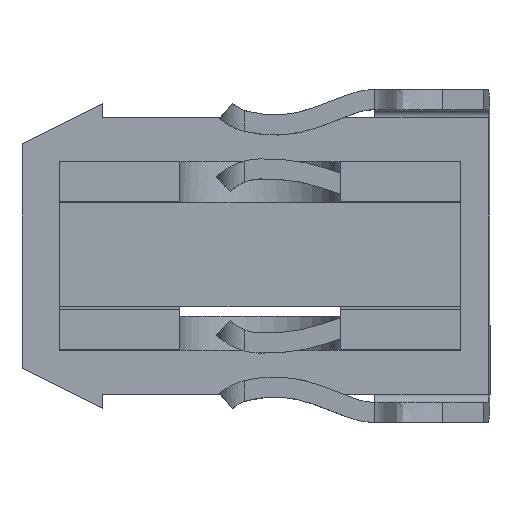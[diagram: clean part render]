
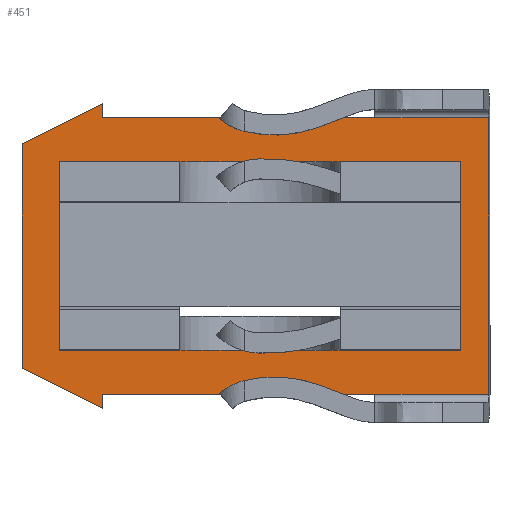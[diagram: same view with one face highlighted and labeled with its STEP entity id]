
A CAD part, top view. The second image highlights one B-rep face of the part: STEP entity #451.
In plain terms, the highlighted planar face has unit normal (0, 0, 1).
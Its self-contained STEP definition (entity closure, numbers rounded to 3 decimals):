
#451 = ADVANCED_FACE( '', ( #963, #964 ), #965, .F. );
#963 = FACE_OUTER_BOUND( '', #1537, .T. );
#964 = FACE_BOUND( '', #1538, .T. );
#965 = PLANE( '', #1539 );
#1537 = EDGE_LOOP( '', ( #2866, #2867, #2868, #2869, #2870, #2871, #2872, #2873, #2874, #2875 ) );
#1538 = EDGE_LOOP( '', ( #2876, #2877, #2878, #2879, #2880, #2881, #2882, #2883 ) );
#1539 = AXIS2_PLACEMENT_3D( '', #2884, #2885, #2886 );
#2866 = ORIENTED_EDGE( '', *, *, #3621, .T. );
#2867 = ORIENTED_EDGE( '', *, *, #3875, .T. );
#2868 = ORIENTED_EDGE( '', *, *, #4083, .T. );
#2869 = ORIENTED_EDGE( '', *, *, #3878, .T. );
#2870 = ORIENTED_EDGE( '', *, *, #3915, .T. );
#2871 = ORIENTED_EDGE( '', *, *, #3708, .T. );
#2872 = ORIENTED_EDGE( '', *, *, #4084, .T. );
#2873 = ORIENTED_EDGE( '', *, *, #3889, .T. );
#2874 = ORIENTED_EDGE( '', *, *, #4085, .F. );
#2875 = ORIENTED_EDGE( '', *, *, #4086, .T. );
#2876 = ORIENTED_EDGE( '', *, *, #3926, .T. );
#2877 = ORIENTED_EDGE( '', *, *, #3975, .T. );
#2878 = ORIENTED_EDGE( '', *, *, #3606, .F. );
#2879 = ORIENTED_EDGE( '', *, *, #3579, .T. );
#2880 = ORIENTED_EDGE( '', *, *, #3892, .T. );
#2881 = ORIENTED_EDGE( '', *, *, #3573, .F. );
#2882 = ORIENTED_EDGE( '', *, *, #4087, .T. );
#2883 = ORIENTED_EDGE( '', *, *, #4088, .T. );
#2884 = CARTESIAN_POINT( '', ( 0., 0., 0.25 ) );
#2885 = DIRECTION( '', ( 0., 0., -1. ) );
#2886 = DIRECTION( '', ( -1., 0., 0. ) );
#3573 = EDGE_CURVE( '', #4309, #4312, #4313, .T. );
#3579 = EDGE_CURVE( '', #4322, #4320, #4323, .T. );
#3606 = EDGE_CURVE( '', #4322, #4368, #4369, .F. );
#3621 = EDGE_CURVE( '', #4394, #4392, #4395, .T. );
#3708 = EDGE_CURVE( '', #4545, #4543, #4546, .T. );
#3875 = EDGE_CURVE( '', #4392, #4805, #4807, .T. );
#3878 = EDGE_CURVE( '', #4811, #4809, #4812, .T. );
#3889 = EDGE_CURVE( '', #4827, #4620, #4828, .T. );
#3892 = EDGE_CURVE( '', #4320, #4312, #4831, .T. );
#3915 = EDGE_CURVE( '', #4809, #4545, #4860, .T. );
#3926 = EDGE_CURVE( '', #4876, #4874, #4877, .T. );
#3975 = EDGE_CURVE( '', #4874, #4368, #4947, .T. );
#4083 = EDGE_CURVE( '', #4805, #4811, #5092, .T. );
#4084 = EDGE_CURVE( '', #4543, #4827, #5093, .T. );
#4085 = EDGE_CURVE( '', #5094, #4620, #5095, .F. );
#4086 = EDGE_CURVE( '', #5094, #4394, #5096, .T. );
#4087 = EDGE_CURVE( '', #4309, #5097, #5098, .T. );
#4088 = EDGE_CURVE( '', #5097, #4876, #5099, .T. );
#4309 = VERTEX_POINT( '', #5378 );
#4312 = VERTEX_POINT( '', #5381 );
#4313 = LINE( '', #5382, #5383 );
#4320 = VERTEX_POINT( '', #5392 );
#4322 = VERTEX_POINT( '', #5394 );
#4323 = LINE( '', #5395, #5396 );
#4368 = VERTEX_POINT( '', #5465 );
#4369 = LINE( '', #5466, #5467 );
#4392 = VERTEX_POINT( '', #5505 );
#4394 = VERTEX_POINT( '', #5507 );
#4395 = LINE( '', #5508, #5509 );
#4543 = VERTEX_POINT( '', #5716 );
#4545 = VERTEX_POINT( '', #5719 );
#4546 = LINE( '', #5720, #5721 );
#4620 = VERTEX_POINT( '', #5834 );
#4805 = VERTEX_POINT( '', #6110 );
#4807 = LINE( '', #6113, #6114 );
#4809 = VERTEX_POINT( '', #6116 );
#4811 = VERTEX_POINT( '', #6119 );
#4812 = LINE( '', #6120, #6121 );
#4827 = VERTEX_POINT( '', #6144 );
#4828 = LINE( '', #6145, #6146 );
#4831 = LINE( '', #6150, #6151 );
#4860 = LINE( '', #6192, #6193 );
#4874 = VERTEX_POINT( '', #6212 );
#4876 = VERTEX_POINT( '', #6215 );
#4877 = LINE( '', #6216, #6217 );
#4947 = LINE( '', #6324, #6325 );
#5092 = LINE( '', #6549, #6550 );
#5093 = LINE( '', #6551, #6552 );
#5094 = VERTEX_POINT( '', #6553 );
#5095 = LINE( '', #6554, #6555 );
#5096 = LINE( '', #6556, #6557 );
#5097 = VERTEX_POINT( '', #6558 );
#5098 = LINE( '', #6559, #6560 );
#5099 = LINE( '', #6561, #6562 );
#5378 = CARTESIAN_POINT( '', ( 2.031, -1., 0.25 ) );
#5381 = CARTESIAN_POINT( '', ( 2.031, -0.665, 0.25 ) );
#5382 = CARTESIAN_POINT( '', ( 2.031, 0., 0.25 ) );
#5383 = VECTOR( '', #6815, 1000. );
#5392 = CARTESIAN_POINT( '', ( 2.031, 0.665, 0.25 ) );
#5394 = CARTESIAN_POINT( '', ( 2.031, 1., 0.25 ) );
#5395 = CARTESIAN_POINT( '', ( 2.031, 1., 0.25 ) );
#5396 = VECTOR( '', #6824, 1000. );
#5465 = CARTESIAN_POINT( '', ( 1.431, 1., 0.25 ) );
#5466 = CARTESIAN_POINT( '', ( -1.969, 1., 0.25 ) );
#5467 = VECTOR( '', #6847, 1000. );
#5505 = CARTESIAN_POINT( '', ( 1.431, 1.725, 0.25 ) );
#5507 = CARTESIAN_POINT( '', ( 2.85, 1.725, 0.25 ) );
#5508 = CARTESIAN_POINT( '', ( -1.969, 1.725, 0.25 ) );
#5509 = VECTOR( '', #6865, 1000. );
#5716 = CARTESIAN_POINT( '', ( -1.969, -1.9, 0.25 ) );
#5719 = CARTESIAN_POINT( '', ( -2.969, -1.4, 0.25 ) );
#5720 = CARTESIAN_POINT( '', ( -2.969, -1.4, 0.25 ) );
#5721 = VECTOR( '', #6962, 1000. );
#5834 = CARTESIAN_POINT( '', ( 1.431, -1.725, 0.25 ) );
#6110 = CARTESIAN_POINT( '', ( -1.969, 1.725, 0.25 ) );
#6113 = CARTESIAN_POINT( '', ( -1.969, 1.725, 0.25 ) );
#6114 = VECTOR( '', #7140, 1000. );
#6116 = CARTESIAN_POINT( '', ( -2.969, 1.4, 0.25 ) );
#6119 = CARTESIAN_POINT( '', ( -1.969, 1.9, 0.25 ) );
#6120 = CARTESIAN_POINT( '', ( -1.969, 1.9, 0.25 ) );
#6121 = VECTOR( '', #7142, 1000. );
#6144 = CARTESIAN_POINT( '', ( -1.969, -1.725, 0.25 ) );
#6145 = CARTESIAN_POINT( '', ( -1.969, -1.725, 0.25 ) );
#6146 = VECTOR( '', #7151, 1000. );
#6150 = CARTESIAN_POINT( '', ( 2.031, 1., 0.25 ) );
#6151 = VECTOR( '', #7153, 1000. );
#6192 = CARTESIAN_POINT( '', ( -2.969, 1.4, 0.25 ) );
#6193 = VECTOR( '', #7175, 1000. );
#6212 = CARTESIAN_POINT( '', ( -1.969, 1., 0.25 ) );
#6215 = CARTESIAN_POINT( '', ( -1.969, -1., 0.25 ) );
#6216 = CARTESIAN_POINT( '', ( -1.969, -1., 0.25 ) );
#6217 = VECTOR( '', #7185, 1000. );
#6324 = CARTESIAN_POINT( '', ( -1.969, 1., 0.25 ) );
#6325 = VECTOR( '', #7226, 1000. );
#6549 = CARTESIAN_POINT( '', ( -1.969, 1.725, 0.25 ) );
#6550 = VECTOR( '', #7328, 1000. );
#6551 = CARTESIAN_POINT( '', ( -1.969, -1.9, 0.25 ) );
#6552 = VECTOR( '', #7329, 1000. );
#6553 = CARTESIAN_POINT( '', ( 2.85, -1.725, 0.25 ) );
#6554 = CARTESIAN_POINT( '', ( -1.969, -1.725, 0.25 ) );
#6555 = VECTOR( '', #7330, 1000. );
#6556 = CARTESIAN_POINT( '', ( 2.85, 0., 0.25 ) );
#6557 = VECTOR( '', #7331, 1000. );
#6558 = CARTESIAN_POINT( '', ( 1.431, -1., 0.25 ) );
#6559 = CARTESIAN_POINT( '', ( 2.031, -1., 0.25 ) );
#6560 = VECTOR( '', #7332, 1000. );
#6561 = CARTESIAN_POINT( '', ( 2.031, -1., 0.25 ) );
#6562 = VECTOR( '', #7333, 1000. );
#6815 = DIRECTION( '', ( 0., 1., 0. ) );
#6824 = DIRECTION( '', ( 0., -1., 0. ) );
#6847 = DIRECTION( '', ( 1., 0., 0. ) );
#6865 = DIRECTION( '', ( -1., 0., 0. ) );
#6962 = DIRECTION( '', ( 0.894, -0.447, 0. ) );
#7140 = DIRECTION( '', ( -1., 0., 0. ) );
#7142 = DIRECTION( '', ( -0.894, -0.447, 0. ) );
#7151 = DIRECTION( '', ( 1., 0., 0. ) );
#7153 = DIRECTION( '', ( 0., -1., 0. ) );
#7175 = DIRECTION( '', ( 0., -1., 0. ) );
#7185 = DIRECTION( '', ( 0., 1., 0. ) );
#7226 = DIRECTION( '', ( 1., 0., 0. ) );
#7328 = DIRECTION( '', ( 0., 1., 0. ) );
#7329 = DIRECTION( '', ( 0., 1., 0. ) );
#7330 = DIRECTION( '', ( 1., 0., 0. ) );
#7331 = DIRECTION( '', ( 0., 1., 0. ) );
#7332 = DIRECTION( '', ( -1., 0., 0. ) );
#7333 = DIRECTION( '', ( -1., 0., 0. ) );
